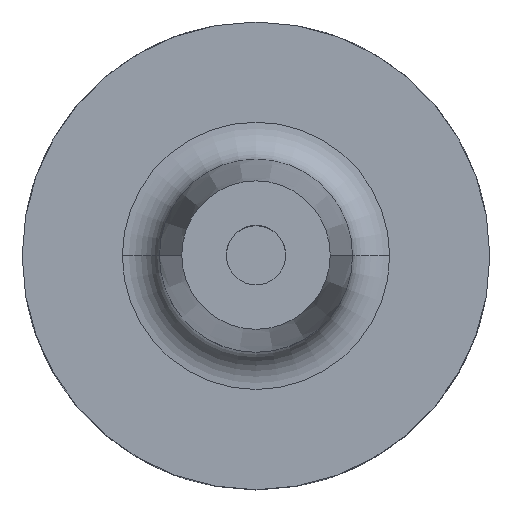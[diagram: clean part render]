
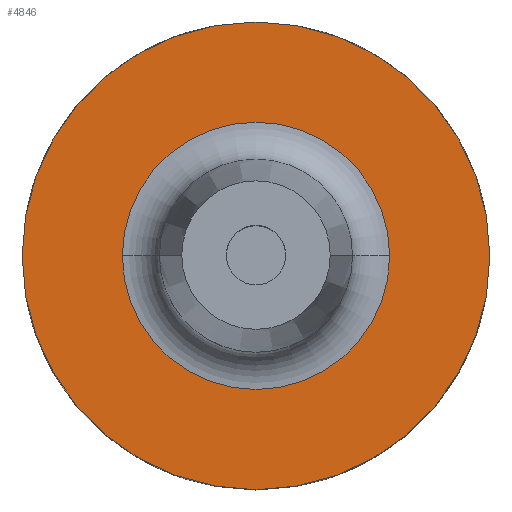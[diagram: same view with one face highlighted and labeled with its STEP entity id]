
A CAD part, top view. The second image highlights one B-rep face of the part: STEP entity #4846.
In plain terms, the highlighted planar face has unit normal (0, 0, 1).
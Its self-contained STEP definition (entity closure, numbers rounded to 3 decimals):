
#113 = EDGE_LOOP ( 'NONE', ( #3426, #643 ) ) ;
#295 = CARTESIAN_POINT ( 'NONE',  ( -18., 0., 22. ) ) ;
#312 = CARTESIAN_POINT ( 'NONE',  ( 0., 0., 22. ) ) ;
#383 = CIRCLE ( 'NONE', #2924, 31.5 ) ;
#643 = ORIENTED_EDGE ( 'NONE', *, *, #731, .T. ) ;
#687 = DIRECTION ( 'NONE',  ( -1., 0., 0. ) ) ;
#731 = EDGE_CURVE ( 'NONE', #2372, #3974, #1464, .T. ) ;
#767 = DIRECTION ( 'NONE',  ( 0., 0., -1. ) ) ;
#950 = CARTESIAN_POINT ( 'NONE',  ( 0., 0., 22. ) ) ;
#1077 = DIRECTION ( 'NONE',  ( 0., 0., 1. ) ) ;
#1115 = EDGE_CURVE ( 'NONE', #3974, #2372, #3918, .T. ) ;
#1140 = FACE_BOUND ( 'NONE', #113, .T. ) ;
#1182 = ORIENTED_EDGE ( 'NONE', *, *, #4876, .T. ) ;
#1342 = DIRECTION ( 'NONE',  ( 1., 0., 0. ) ) ;
#1464 = CIRCLE ( 'NONE', #4323, 18. ) ;
#1506 = VERTEX_POINT ( 'NONE', #3356 ) ;
#1712 = CARTESIAN_POINT ( 'NONE',  ( 18., 0., 22. ) ) ;
#1770 = AXIS2_PLACEMENT_3D ( 'NONE', #312, #2956, #687 ) ;
#1890 = AXIS2_PLACEMENT_3D ( 'NONE', #4776, #767, #4734 ) ;
#2009 = AXIS2_PLACEMENT_3D ( 'NONE', #3357, #1077, #3744 ) ;
#2372 = VERTEX_POINT ( 'NONE', #1712 ) ;
#2570 = PLANE ( 'NONE',  #1770 ) ;
#2804 = DIRECTION ( 'NONE',  ( -1., 0., 0. ) ) ;
#2924 = AXIS2_PLACEMENT_3D ( 'NONE', #950, #3625, #1342 ) ;
#2930 = CIRCLE ( 'NONE', #2009, 31.5 ) ;
#2956 = DIRECTION ( 'NONE',  ( 0., 0., -1. ) ) ;
#3356 = CARTESIAN_POINT ( 'NONE',  ( 31.5, 0., 22. ) ) ;
#3357 = CARTESIAN_POINT ( 'NONE',  ( 0., 0., 22. ) ) ;
#3426 = ORIENTED_EDGE ( 'NONE', *, *, #1115, .T. ) ;
#3497 = ORIENTED_EDGE ( 'NONE', *, *, #3682, .T. ) ;
#3625 = DIRECTION ( 'NONE',  ( 0., 0., 1. ) ) ;
#3682 = EDGE_CURVE ( 'NONE', #4394, #1506, #383, .T. ) ;
#3744 = DIRECTION ( 'NONE',  ( 1., 0., 0. ) ) ;
#3842 = EDGE_LOOP ( 'NONE', ( #1182, #3497 ) ) ;
#3918 = CIRCLE ( 'NONE', #1890, 18. ) ;
#3974 = VERTEX_POINT ( 'NONE', #295 ) ;
#4087 = FACE_OUTER_BOUND ( 'NONE', #3842, .T. ) ;
#4238 = CARTESIAN_POINT ( 'NONE',  ( 0., 0., 22. ) ) ;
#4323 = AXIS2_PLACEMENT_3D ( 'NONE', #4238, #4680, #2804 ) ;
#4394 = VERTEX_POINT ( 'NONE', #4804 ) ;
#4680 = DIRECTION ( 'NONE',  ( 0., 0., -1. ) ) ;
#4734 = DIRECTION ( 'NONE',  ( -1., 0., 0. ) ) ;
#4776 = CARTESIAN_POINT ( 'NONE',  ( 0., 0., 22. ) ) ;
#4804 = CARTESIAN_POINT ( 'NONE',  ( -31.5, 0., 22. ) ) ;
#4846 = ADVANCED_FACE ( 'NONE', ( #1140, #4087 ), #2570, .F. ) ;
#4876 = EDGE_CURVE ( 'NONE', #1506, #4394, #2930, .T. ) ;
